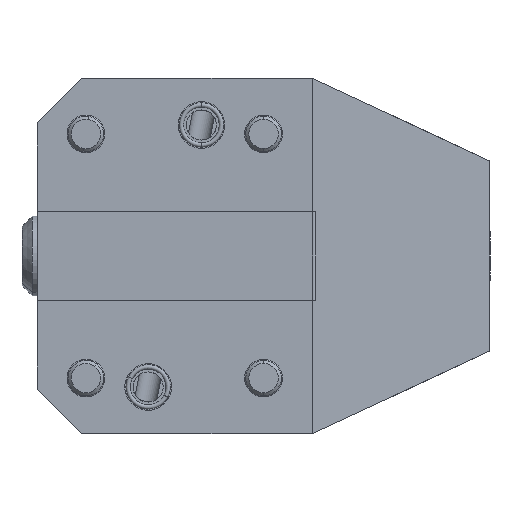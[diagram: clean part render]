
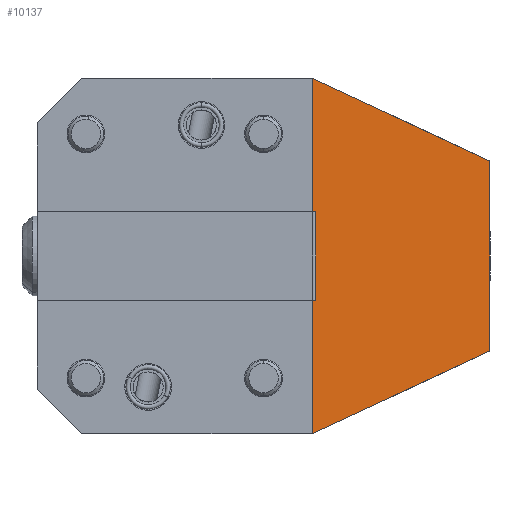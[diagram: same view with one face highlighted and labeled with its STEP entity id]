
A CAD part, front view. The second image highlights one B-rep face of the part: STEP entity #10137.
In plain terms, the highlighted planar face has unit normal (0.062, -0.998, 0).
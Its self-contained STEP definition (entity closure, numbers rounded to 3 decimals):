
#170 = DIRECTION ( 'NONE',  ( -0.998, -0.062, 0. ) ) ;
#388 = CARTESIAN_POINT ( 'NONE',  ( -0.07, -3.879, 10. ) ) ;
#970 = CARTESIAN_POINT ( 'NONE',  ( 102., 2.5, -21.408 ) ) ;
#1346 = EDGE_CURVE ( 'NONE', #15829, #13210, #3087, .T. ) ;
#1414 = VECTOR ( 'NONE', #8108, 1000. ) ;
#1557 = VERTEX_POINT ( 'NONE', #13114 ) ;
#1566 = EDGE_CURVE ( 'NONE', #8297, #7744, #1893, .T. ) ;
#1893 = LINE ( 'NONE', #12578, #15506 ) ;
#1921 = VECTOR ( 'NONE', #170, 1000. ) ;
#1939 = VECTOR ( 'NONE', #8730, 1000. ) ;
#1978 = EDGE_CURVE ( 'NONE', #11036, #6396, #6817, .T. ) ;
#2192 = CARTESIAN_POINT ( 'NONE',  ( 62., 0., -40. ) ) ;
#2670 = VERTEX_POINT ( 'NONE', #5269 ) ;
#3087 = LINE ( 'NONE', #15228, #16135 ) ;
#3152 = ORIENTED_EDGE ( 'NONE', *, *, #1978, .F. ) ;
#3741 = CARTESIAN_POINT ( 'NONE',  ( 62.75, 0.047, -10. ) ) ;
#3747 = DIRECTION ( 'NONE',  ( 0., 0., -1. ) ) ;
#4635 = ORIENTED_EDGE ( 'NONE', *, *, #12650, .T. ) ;
#4831 = FACE_OUTER_BOUND ( 'NONE', #6797, .T. ) ;
#4990 = DIRECTION ( 'NONE',  ( 0.998, 0.062, 0. ) ) ;
#5269 = CARTESIAN_POINT ( 'NONE',  ( 62., 0., -10. ) ) ;
#6179 = VECTOR ( 'NONE', #8388, 1000. ) ;
#6304 = CARTESIAN_POINT ( 'NONE',  ( -0.07, -3.879, -10. ) ) ;
#6396 = VERTEX_POINT ( 'NONE', #11597 ) ;
#6671 = CARTESIAN_POINT ( 'NONE',  ( 102., 2.5, -40. ) ) ;
#6797 = EDGE_LOOP ( 'NONE', ( #13942, #15361, #3152, #7413, #6886, #11216, #4635, #7088 ) ) ;
#6817 = LINE ( 'NONE', #14067, #11418 ) ;
#6876 = DIRECTION ( 'NONE',  ( 0.062, -0.998, 0. ) ) ;
#6886 = ORIENTED_EDGE ( 'NONE', *, *, #10688, .T. ) ;
#7088 = ORIENTED_EDGE ( 'NONE', *, *, #7438, .F. ) ;
#7107 = CARTESIAN_POINT ( 'NONE',  ( 62., 0., -40. ) ) ;
#7413 = ORIENTED_EDGE ( 'NONE', *, *, #10111, .F. ) ;
#7438 = EDGE_CURVE ( 'NONE', #7744, #2670, #12980, .T. ) ;
#7637 = EDGE_CURVE ( 'NONE', #8297, #6396, #8733, .T. ) ;
#7744 = VERTEX_POINT ( 'NONE', #2192 ) ;
#8108 = DIRECTION ( 'NONE',  ( 0., 0., 1. ) ) ;
#8297 = VERTEX_POINT ( 'NONE', #970 ) ;
#8388 = DIRECTION ( 'NONE',  ( 0., 0., 1. ) ) ;
#8482 = AXIS2_PLACEMENT_3D ( 'NONE', #6671, #6876, #13196 ) ;
#8618 = LINE ( 'NONE', #13250, #1414 ) ;
#8692 = DIRECTION ( 'NONE',  ( -0.905, -0.057, -0.421 ) ) ;
#8721 = LINE ( 'NONE', #6304, #1921 ) ;
#8730 = DIRECTION ( 'NONE',  ( 0., 0., 1. ) ) ;
#8733 = LINE ( 'NONE', #10453, #1939 ) ;
#8978 = DIRECTION ( 'NONE',  ( 0.905, 0.057, -0.421 ) ) ;
#10111 = EDGE_CURVE ( 'NONE', #1557, #11036, #8618, .T. ) ;
#10137 = ADVANCED_FACE ( 'NONE', ( #4831 ), #11521, .T. ) ;
#10453 = CARTESIAN_POINT ( 'NONE',  ( 102., 2.5, -40. ) ) ;
#10688 = EDGE_CURVE ( 'NONE', #1557, #15829, #11415, .T. ) ;
#11022 = VECTOR ( 'NONE', #4990, 1000. ) ;
#11036 = VERTEX_POINT ( 'NONE', #14416 ) ;
#11216 = ORIENTED_EDGE ( 'NONE', *, *, #1346, .T. ) ;
#11415 = LINE ( 'NONE', #388, #11022 ) ;
#11418 = VECTOR ( 'NONE', #8978, 1000. ) ;
#11521 = PLANE ( 'NONE',  #8482 ) ;
#11597 = CARTESIAN_POINT ( 'NONE',  ( 102., 2.5, 21.408 ) ) ;
#12578 = CARTESIAN_POINT ( 'NONE',  ( 94.916, 2.057, -24.7 ) ) ;
#12650 = EDGE_CURVE ( 'NONE', #13210, #2670, #8721, .T. ) ;
#12980 = LINE ( 'NONE', #7107, #6179 ) ;
#13114 = CARTESIAN_POINT ( 'NONE',  ( 62., 0., 10. ) ) ;
#13196 = DIRECTION ( 'NONE',  ( 0.998, 0.062, 0. ) ) ;
#13210 = VERTEX_POINT ( 'NONE', #3741 ) ;
#13250 = CARTESIAN_POINT ( 'NONE',  ( 62., 0., -40. ) ) ;
#13942 = ORIENTED_EDGE ( 'NONE', *, *, #1566, .F. ) ;
#14067 = CARTESIAN_POINT ( 'NONE',  ( 125.397, 3.962, 10.533 ) ) ;
#14416 = CARTESIAN_POINT ( 'NONE',  ( 62., 0., 40. ) ) ;
#15228 = CARTESIAN_POINT ( 'NONE',  ( 62.75, 0.047, -10. ) ) ;
#15361 = ORIENTED_EDGE ( 'NONE', *, *, #7637, .T. ) ;
#15506 = VECTOR ( 'NONE', #8692, 1000. ) ;
#15829 = VERTEX_POINT ( 'NONE', #15956 ) ;
#15956 = CARTESIAN_POINT ( 'NONE',  ( 62.75, 0.047, 10. ) ) ;
#16135 = VECTOR ( 'NONE', #3747, 1000. ) ;
